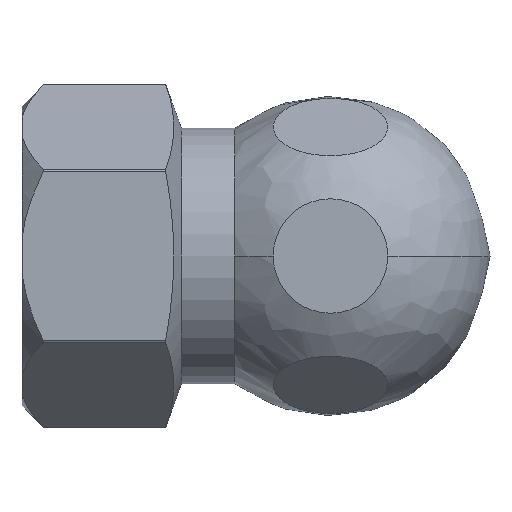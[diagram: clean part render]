
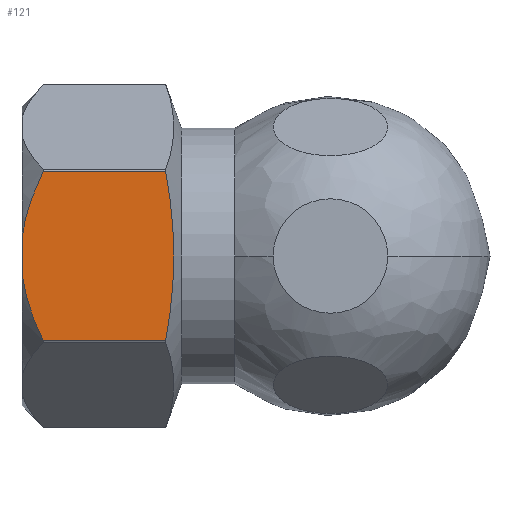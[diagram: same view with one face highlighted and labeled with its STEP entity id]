
A CAD part, left-side view. The second image highlights one B-rep face of the part: STEP entity #121.
In plain terms, the highlighted planar face has unit normal (-1, 0, 0).
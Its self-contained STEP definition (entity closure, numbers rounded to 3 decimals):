
#17 = VERTEX_POINT ( 'NONE', #567 ) ;
#26 = EDGE_CURVE ( 'NONE', #995, #213, #688, .T. ) ;
#88 = CARTESIAN_POINT ( 'NONE',  ( -7., -7.171, 0. ) ) ;
#89 = B_SPLINE_CURVE_WITH_KNOTS ( 'NONE', 3,
 ( #604, #101, #596, #1305, #356, #1164 ),
 .UNSPECIFIED., .F., .F.,
 ( 4, 2, 4 ),
 ( 0., 0.002, 0.003 ),
 .UNSPECIFIED. ) ;
#101 = CARTESIAN_POINT ( 'NONE',  ( -7., -0.754, 3.478 ) ) ;
#121 = ADVANCED_FACE ( 'NONE', ( #1469 ), #1418, .T. ) ;
#147 = EDGE_CURVE ( 'NONE', #213, #17, #89, .T. ) ;
#160 = CARTESIAN_POINT ( 'NONE',  ( -7., 0., -0.838 ) ) ;
#168 = ORIENTED_EDGE ( 'NONE', *, *, #26, .T. ) ;
#173 = CARTESIAN_POINT ( 'NONE',  ( -7., -0.066, -1.391 ) ) ;
#213 = VERTEX_POINT ( 'NONE', #718 ) ;
#281 = CARTESIAN_POINT ( 'NONE',  ( -7., -6.754, -3.975 ) ) ;
#292 = CARTESIAN_POINT ( 'NONE',  ( -7., -0.193, -1.926 ) ) ;
#294 = CARTESIAN_POINT ( 'NONE',  ( -7., 0., 0. ) ) ;
#356 = CARTESIAN_POINT ( 'NONE',  ( -7., -0.066, 1.393 ) ) ;
#464 = CARTESIAN_POINT ( 'NONE',  ( -7., -6.873, -3.313 ) ) ;
#469 = CARTESIAN_POINT ( 'NONE',  ( -7., -6.969, 2.65 ) ) ;
#492 = ORIENTED_EDGE ( 'NONE', *, *, #1293, .T. ) ;
#536 = CARTESIAN_POINT ( 'NONE',  ( -7., -0.538, -2.969 ) ) ;
#567 = CARTESIAN_POINT ( 'NONE',  ( -7., 0., 0.838 ) ) ;
#585 = EDGE_CURVE ( 'NONE', #644, #1213, #1236, .T. ) ;
#590 = EDGE_CURVE ( 'NONE', #995, #1213, #634, .T. ) ;
#596 = CARTESIAN_POINT ( 'NONE',  ( -7., -0.538, 2.97 ) ) ;
#604 = CARTESIAN_POINT ( 'NONE',  ( -7., -1., 3.975 ) ) ;
#617 = VECTOR ( 'NONE', #827, 1000. ) ;
#634 = B_SPLINE_CURVE_WITH_KNOTS ( 'NONE', 3,
 ( #693, #927, #469, #815, #88, #1398, #1050, #464, #1283 ),
 .UNSPECIFIED., .F., .F.,
 ( 4, 2, 1, 2, 4 ),
 ( 0., 0.002, 0.004, 0.006, 0.008 ),
 .UNSPECIFIED. ) ;
#644 = VERTEX_POINT ( 'NONE', #868 ) ;
#688 = LINE ( 'NONE', #1511, #1090 ) ;
#693 = CARTESIAN_POINT ( 'NONE',  ( -7., -6.754, 3.975 ) ) ;
#704 = B_SPLINE_CURVE_WITH_KNOTS ( 'NONE', 3,
 ( #160, #173, #292, #536, #1111, #1366 ),
 .UNSPECIFIED., .F., .F.,
 ( 4, 2, 4 ),
 ( 0., 0.002, 0.003 ),
 .UNSPECIFIED. ) ;
#718 = CARTESIAN_POINT ( 'NONE',  ( -7., -1., 3.975 ) ) ;
#815 = CARTESIAN_POINT ( 'NONE',  ( -7., -7.101, 1.325 ) ) ;
#827 = DIRECTION ( 'NONE',  ( 0., -1., 0. ) ) ;
#868 = CARTESIAN_POINT ( 'NONE',  ( -7., -1., -3.975 ) ) ;
#898 = CARTESIAN_POINT ( 'NONE',  ( -7., -6.754, 3.975 ) ) ;
#927 = CARTESIAN_POINT ( 'NONE',  ( -7., -6.873, 3.313 ) ) ;
#984 = ORIENTED_EDGE ( 'NONE', *, *, #590, .F. ) ;
#995 = VERTEX_POINT ( 'NONE', #898 ) ;
#1005 = EDGE_CURVE ( 'NONE', #1016, #17, #1319, .T. ) ;
#1016 = VERTEX_POINT ( 'NONE', #1375 ) ;
#1050 = CARTESIAN_POINT ( 'NONE',  ( -7., -6.969, -2.65 ) ) ;
#1051 = EDGE_LOOP ( 'NONE', ( #1528, #492, #1115, #984, #168, #1475 ) ) ;
#1090 = VECTOR ( 'NONE', #1399, 1000. ) ;
#1111 = CARTESIAN_POINT ( 'NONE',  ( -7., -0.755, -3.478 ) ) ;
#1115 = ORIENTED_EDGE ( 'NONE', *, *, #585, .T. ) ;
#1141 = VECTOR ( 'NONE', #1257, 1000. ) ;
#1158 = CARTESIAN_POINT ( 'NONE',  ( -7., -22., -3.975 ) ) ;
#1164 = CARTESIAN_POINT ( 'NONE',  ( -7., 0., 0.838 ) ) ;
#1181 = DIRECTION ( 'NONE',  ( 0., 0., 1. ) ) ;
#1213 = VERTEX_POINT ( 'NONE', #281 ) ;
#1236 = LINE ( 'NONE', #1158, #617 ) ;
#1257 = DIRECTION ( 'NONE',  ( 0., 0., 1. ) ) ;
#1283 = CARTESIAN_POINT ( 'NONE',  ( -7., -6.754, -3.975 ) ) ;
#1293 = EDGE_CURVE ( 'NONE', #1016, #644, #704, .T. ) ;
#1305 = CARTESIAN_POINT ( 'NONE',  ( -7., -0.194, 1.928 ) ) ;
#1319 = LINE ( 'NONE', #294, #1141 ) ;
#1366 = CARTESIAN_POINT ( 'NONE',  ( -7., -1., -3.975 ) ) ;
#1375 = CARTESIAN_POINT ( 'NONE',  ( -7., 0., -0.838 ) ) ;
#1398 = CARTESIAN_POINT ( 'NONE',  ( -7., -7.101, -1.325 ) ) ;
#1399 = DIRECTION ( 'NONE',  ( 0., 1., 0. ) ) ;
#1418 = PLANE ( 'NONE',  #1457 ) ;
#1422 = CARTESIAN_POINT ( 'NONE',  ( -7., -22., -4.041 ) ) ;
#1457 = AXIS2_PLACEMENT_3D ( 'NONE', #1422, #1541, #1181 ) ;
#1469 = FACE_OUTER_BOUND ( 'NONE', #1051, .T. ) ;
#1475 = ORIENTED_EDGE ( 'NONE', *, *, #147, .T. ) ;
#1511 = CARTESIAN_POINT ( 'NONE',  ( -7., -22., 3.975 ) ) ;
#1528 = ORIENTED_EDGE ( 'NONE', *, *, #1005, .F. ) ;
#1541 = DIRECTION ( 'NONE',  ( -1., 0., 0. ) ) ;
